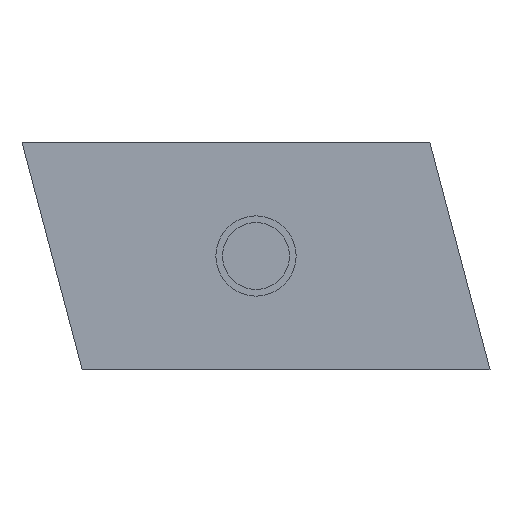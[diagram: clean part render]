
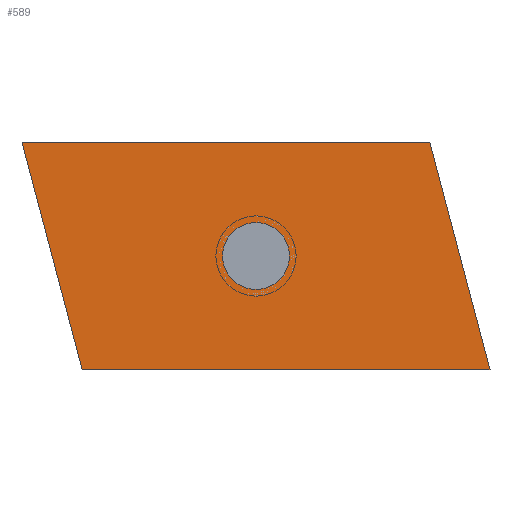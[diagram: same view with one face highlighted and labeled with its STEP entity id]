
A CAD part, front view. The second image highlights one B-rep face of the part: STEP entity #589.
In plain terms, the highlighted planar face has unit normal (0, -1, 0).
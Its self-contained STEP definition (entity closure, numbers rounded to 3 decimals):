
#45 = DIRECTION ( 'NONE',  ( 1., 0., 0. ) ) ;
#55 = CARTESIAN_POINT ( 'NONE',  ( 17.5, 0., -8.5 ) ) ;
#70 = EDGE_CURVE ( 'NONE', #231, #231, #1157, .T. ) ;
#115 = VERTEX_POINT ( 'NONE', #1403 ) ;
#144 = ORIENTED_EDGE ( 'NONE', *, *, #70, .T. ) ;
#146 = DIRECTION ( 'NONE',  ( 0.256, 0., -0.967 ) ) ;
#218 = DIRECTION ( 'NONE',  ( -0.256, 0., 0.967 ) ) ;
#231 = VERTEX_POINT ( 'NONE', #1431 ) ;
#247 = FACE_BOUND ( 'NONE', #432, .T. ) ;
#248 = AXIS2_PLACEMENT_3D ( 'NONE', #1441, #1105, #738 ) ;
#262 = EDGE_CURVE ( 'NONE', #115, #985, #492, .T. ) ;
#305 = EDGE_CURVE ( 'NONE', #1154, #115, #729, .T. ) ;
#366 = CARTESIAN_POINT ( 'NONE',  ( -17.5, 0., 8.5 ) ) ;
#432 = EDGE_LOOP ( 'NONE', ( #144 ) ) ;
#476 = AXIS2_PLACEMENT_3D ( 'NONE', #949, #819, #1046 ) ;
#492 = LINE ( 'NONE', #968, #788 ) ;
#571 = VERTEX_POINT ( 'NONE', #1078 ) ;
#579 = LINE ( 'NONE', #713, #1471 ) ;
#589 = ADVANCED_FACE ( 'NONE', ( #247, #1449 ), #1221, .F. ) ;
#603 = LINE ( 'NONE', #1413, #1031 ) ;
#624 = EDGE_LOOP ( 'NONE', ( #793, #955, #992, #1246 ) ) ;
#713 = CARTESIAN_POINT ( 'NONE',  ( -13., 0., -8.5 ) ) ;
#729 = LINE ( 'NONE', #366, #763 ) ;
#738 = DIRECTION ( 'NONE',  ( 0., 0., 1. ) ) ;
#763 = VECTOR ( 'NONE', #45, 1000. ) ;
#788 = VECTOR ( 'NONE', #146, 1000. ) ;
#793 = ORIENTED_EDGE ( 'NONE', *, *, #1063, .F. ) ;
#819 = DIRECTION ( 'NONE',  ( 0., 1., 0. ) ) ;
#820 = CARTESIAN_POINT ( 'NONE',  ( -17.5, 0., 8.5 ) ) ;
#949 = CARTESIAN_POINT ( 'NONE',  ( 0., 0., 0. ) ) ;
#955 = ORIENTED_EDGE ( 'NONE', *, *, #1494, .F. ) ;
#968 = CARTESIAN_POINT ( 'NONE',  ( 17.5, 0., -8.5 ) ) ;
#985 = VERTEX_POINT ( 'NONE', #55 ) ;
#992 = ORIENTED_EDGE ( 'NONE', *, *, #262, .F. ) ;
#1031 = VECTOR ( 'NONE', #1302, 1000. ) ;
#1046 = DIRECTION ( 'NONE',  ( 0., 0., 1. ) ) ;
#1063 = EDGE_CURVE ( 'NONE', #571, #1154, #579, .T. ) ;
#1078 = CARTESIAN_POINT ( 'NONE',  ( -13., 0., -8.5 ) ) ;
#1105 = DIRECTION ( 'NONE',  ( 0., 1., 0. ) ) ;
#1154 = VERTEX_POINT ( 'NONE', #820 ) ;
#1157 = CIRCLE ( 'NONE', #476, 2.5 ) ;
#1221 = PLANE ( 'NONE',  #248 ) ;
#1246 = ORIENTED_EDGE ( 'NONE', *, *, #305, .F. ) ;
#1302 = DIRECTION ( 'NONE',  ( -1., 0., 0. ) ) ;
#1403 = CARTESIAN_POINT ( 'NONE',  ( 13., 0., 8.5 ) ) ;
#1413 = CARTESIAN_POINT ( 'NONE',  ( -13., 0., -8.5 ) ) ;
#1431 = CARTESIAN_POINT ( 'NONE',  ( 0., 0., 2.5 ) ) ;
#1441 = CARTESIAN_POINT ( 'NONE',  ( 0., 0., 0. ) ) ;
#1449 = FACE_OUTER_BOUND ( 'NONE', #624, .T. ) ;
#1471 = VECTOR ( 'NONE', #218, 1000. ) ;
#1494 = EDGE_CURVE ( 'NONE', #985, #571, #603, .T. ) ;
